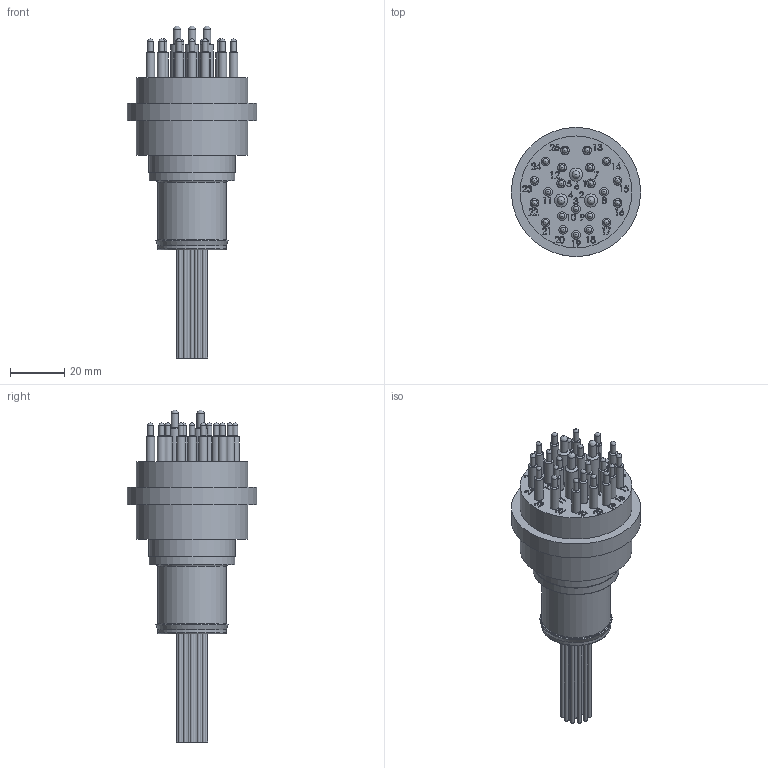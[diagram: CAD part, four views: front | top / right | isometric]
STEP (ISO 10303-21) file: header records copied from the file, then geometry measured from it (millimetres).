
FILE_DESCRIPTION(/* description */ (''),/* implementation_level */ '2;1');
FILE_NAME(/* name */ 'PBOF25M.stp',/* time_stamp */ '2014-12-15T15:54:44+01:00',/* author */ ('sh'),/* organization */ (''),/* preprocessor_version */ 'ST-DEVELOPER v15.2',/* originating_system */ 'Autodesk Inventor 2014',/* authorisation */ '');
FILE_SCHEMA (('AUTOMOTIVE_DESIGN { 1 0 10303 214 3 1 1 }'));
Length unit declared in the file: inch
Products named in the file (1): PBOF25M
Bounding box: 47.62 x 47.62 x 122.43 mm (x, y, z)
Volume: 68326.6 mm3; surface area: 29087 mm2
Topology: 52 solids, 52 shells, 833 faces, 1963 edges, 1320 vertices
Faces by surface type: plane 415, bspline 233, cylinder 116, cone 52, torus 17
Full cylindrical faces by diameter (mm): 1.321 x44, 1.829 x3, 1.986 x22, 2.032 x3, 2.779 x3, 3.175 x22, 4.826 x3, 12.7 x2, 13.97 x2, 15.875 x1, 25.4 x3, 31.699 x1, 31.75 x1, 41.275 x2, 47.625 x1
Entity records: 34557 total; most frequent: CARTESIAN_POINT 18022, ORIENTED_EDGE 3350, DIRECTION 2772, EDGE_CURVE 1675, VERTEX_POINT 1214, EDGE_LOOP 1103, AXIS2_PLACEMENT_3D 946, LINE 880
